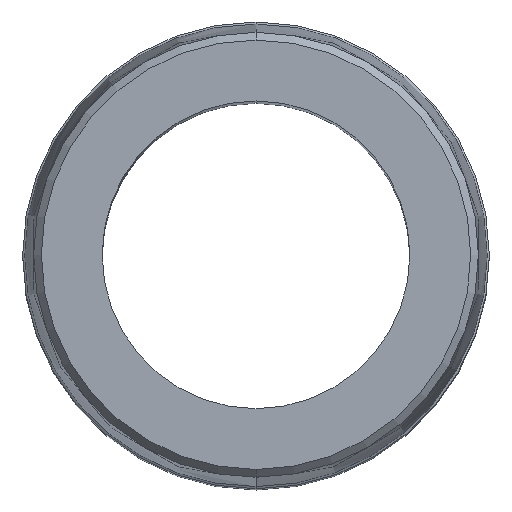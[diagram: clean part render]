
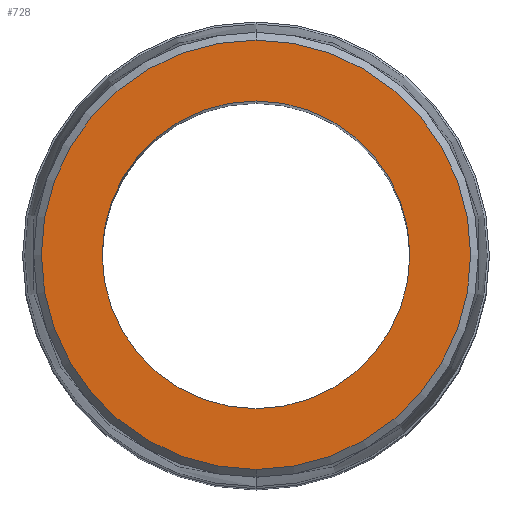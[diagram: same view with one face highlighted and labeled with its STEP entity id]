
A CAD part, top view. The second image highlights one B-rep face of the part: STEP entity #728.
In plain terms, the highlighted planar face has unit normal (0, 0, 1).
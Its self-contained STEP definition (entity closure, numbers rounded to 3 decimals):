
#8 = VERTEX_POINT ( 'NONE', #153 ) ;
#11 = EDGE_CURVE ( 'NONE', #8, #736, #143, .T. ) ;
#139 = DIRECTION ( 'NONE',  ( 0., -1., 0. ) ) ;
#140 = DIRECTION ( 'NONE',  ( 0., 0., 1. ) ) ;
#141 = CARTESIAN_POINT ( 'NONE',  ( 0., 0., 0. ) ) ;
#142 = AXIS2_PLACEMENT_3D ( 'NONE', #141, #140, #139 ) ;
#143 = CIRCLE ( 'NONE', #142, 6.209 ) ;
#153 = CARTESIAN_POINT ( 'NONE',  ( 0., -6.209, 0. ) ) ;
#318 = AXIS2_PLACEMENT_3D ( 'NONE', #383, #382, #381 ) ;
#319 = CIRCLE ( 'NONE', #318, 6.209 ) ;
#325 = CARTESIAN_POINT ( 'NONE',  ( 0., 4.45, 0. ) ) ;
#326 = DIRECTION ( 'NONE',  ( 0., 1., 0. ) ) ;
#327 = DIRECTION ( 'NONE',  ( 0., 0., -1. ) ) ;
#328 = AXIS2_PLACEMENT_3D ( 'NONE', #429, #327, #326 ) ;
#333 = CARTESIAN_POINT ( 'NONE',  ( 0., -4.45, 0. ) ) ;
#360 = CARTESIAN_POINT ( 'NONE',  ( 0., 6.75, 0. ) ) ;
#361 = PLANE ( 'NONE',  #437 ) ;
#362 = FACE_OUTER_BOUND ( 'NONE', #709, .T. ) ;
#367 = FACE_BOUND ( 'NONE', #729, .T. ) ;
#381 = DIRECTION ( 'NONE',  ( 0., -1., 0. ) ) ;
#382 = DIRECTION ( 'NONE',  ( 0., 0., 1. ) ) ;
#383 = CARTESIAN_POINT ( 'NONE',  ( 0., 0., 0. ) ) ;
#394 = CARTESIAN_POINT ( 'NONE',  ( 0., 6.209, 0. ) ) ;
#421 = DIRECTION ( 'NONE',  ( 0., 1., 0. ) ) ;
#422 = DIRECTION ( 'NONE',  ( 0., 0., -1. ) ) ;
#423 = CARTESIAN_POINT ( 'NONE',  ( 0., 0., 0. ) ) ;
#424 = AXIS2_PLACEMENT_3D ( 'NONE', #423, #422, #421 ) ;
#428 = CIRCLE ( 'NONE', #328, 4.45 ) ;
#429 = CARTESIAN_POINT ( 'NONE',  ( 0., 0., 0. ) ) ;
#434 = CIRCLE ( 'NONE', #424, 4.45 ) ;
#435 = DIRECTION ( 'NONE',  ( 0., 1., 0. ) ) ;
#436 = DIRECTION ( 'NONE',  ( 0., 0., -1. ) ) ;
#437 = AXIS2_PLACEMENT_3D ( 'NONE', #360, #436, #435 ) ;
#703 = VERTEX_POINT ( 'NONE', #333 ) ;
#708 = ORIENTED_EDGE ( 'NONE', *, *, #723, .T. ) ;
#709 = EDGE_LOOP ( 'NONE', ( #710, #712 ) ) ;
#710 = ORIENTED_EDGE ( 'NONE', *, *, #711, .T. ) ;
#711 = EDGE_CURVE ( 'NONE', #736, #8, #319, .T. ) ;
#712 = ORIENTED_EDGE ( 'NONE', *, *, #11, .T. ) ;
#723 = EDGE_CURVE ( 'NONE', #703, #724, #428, .T. ) ;
#724 = VERTEX_POINT ( 'NONE', #325 ) ;
#728 = ADVANCED_FACE ( 'NONE', ( #367, #362 ), #361, .F. ) ;
#729 = EDGE_LOOP ( 'NONE', ( #730, #708 ) ) ;
#730 = ORIENTED_EDGE ( 'NONE', *, *, #731, .T. ) ;
#731 = EDGE_CURVE ( 'NONE', #724, #703, #434, .T. ) ;
#736 = VERTEX_POINT ( 'NONE', #394 ) ;
